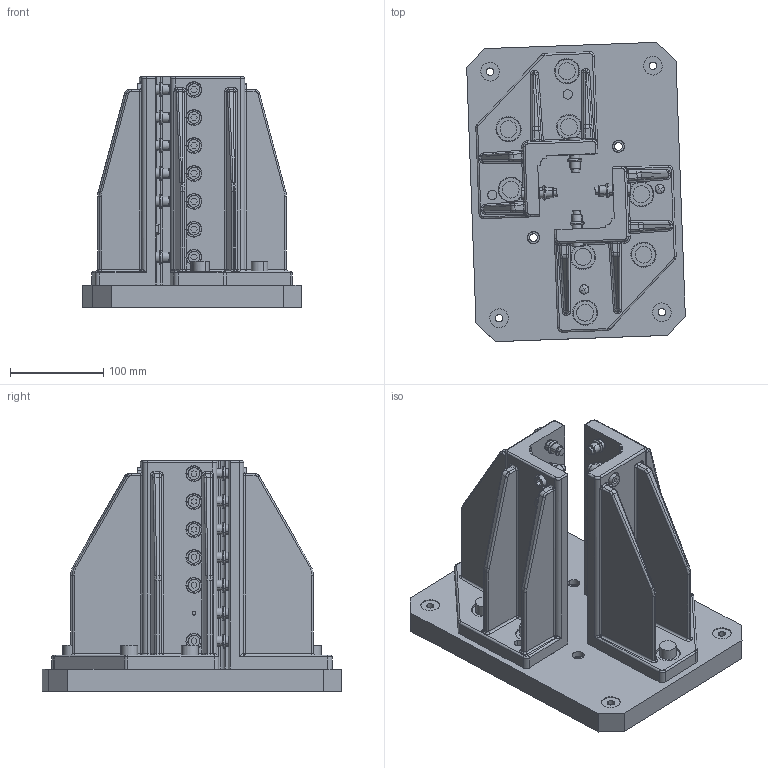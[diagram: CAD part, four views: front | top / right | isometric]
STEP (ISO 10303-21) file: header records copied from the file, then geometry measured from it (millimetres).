
FILE_DESCRIPTION(('CATIA V5 STEP'),'2;1');
FILE_NAME('AEGT054.stp','2018-07-13T01:20:15+00:00',('none'),('none'),'CATIA Version 5 Release 21 GA (IN-10)','CATIA V5 STEP AP214','none');
FILE_SCHEMA(('AUTOMOTIVE_DESIGN { 1 0 10303 214 1 1 1 1 }'));
Products named in the file (1): AEGT054
Bounding box: 234.89 x 321.54 x 248 mm (x, y, z)
Volume: 3699484.8 mm3; surface area: 693695.2 mm2
Topology: 91 solids, 91 shells, 1998 faces, 4440 edges, 2728 vertices
Faces by surface type: cylinder 894, plane 608, cone 252, torus 140, bspline 56, sphere 48
Entity records: 61953 total; most frequent: CARTESIAN_POINT 18930, ORIENTED_EDGE 8776, DIRECTION 7527, EDGE_CURVE 4388, AXIS2_PLACEMENT_3D 3784, VERTEX_POINT 2728, EDGE_LOOP 2398, ADVANCED_FACE 1998
